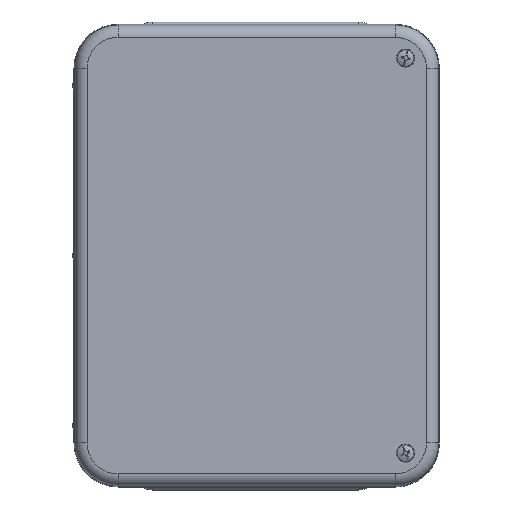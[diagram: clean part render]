
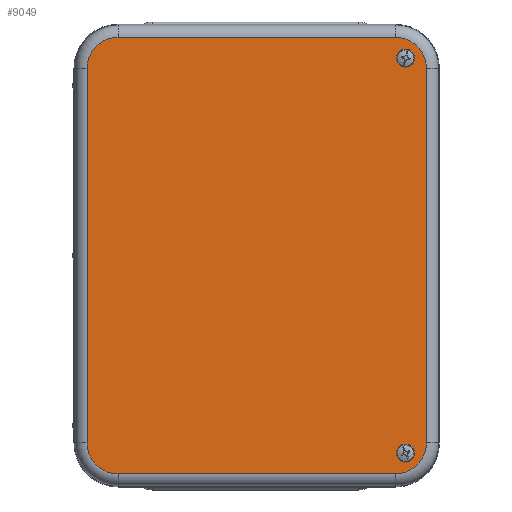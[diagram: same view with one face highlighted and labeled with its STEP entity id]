
A CAD part, top view. The second image highlights one B-rep face of the part: STEP entity #9049.
In plain terms, the highlighted planar face has unit normal (0, 0, 1).
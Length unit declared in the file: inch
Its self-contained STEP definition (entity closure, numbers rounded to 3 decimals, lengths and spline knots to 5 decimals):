
#733=LINE($,#16938,#1295);
#735=LINE($,#16958,#1297);
#738=LINE($,#16965,#1300);
#740=LINE($,#16980,#1302);
#1295=VECTOR($,#12567,5.7036);
#1297=VECTOR($,#12591,7.7036);
#1300=VECTOR($,#12598,7.7036);
#1302=VECTOR($,#12618,5.7036);
#1532=PLANE($,#10083);
#1792=FACE_BOUND($,#3272,.T.);
#1793=FACE_BOUND($,#3273,.T.);
#2518=FACE_OUTER_BOUND($,#3271,.T.);
#3271=EDGE_LOOP($,(#8045,#8046,#8047,#8048,#8049,#8050,#8051,#8052));
#3272=EDGE_LOOP($,(#8053));
#3273=EDGE_LOOP($,(#8054));
#3882=CIRCLE($,#10009,0.117);
#3884=CIRCLE($,#10012,0.117);
#3906=CIRCLE($,#10058,0.63807);
#3910=CIRCLE($,#10063,0.63807);
#3914=CIRCLE($,#10070,0.63807);
#3918=CIRCLE($,#10075,0.63807);
#4700=VERTEX_POINT($,#16844);
#4702=VERTEX_POINT($,#16849);
#4731=VERTEX_POINT($,#16935);
#4732=VERTEX_POINT($,#16937);
#4735=VERTEX_POINT($,#16944);
#4736=VERTEX_POINT($,#16949);
#4739=VERTEX_POINT($,#16956);
#4740=VERTEX_POINT($,#16961);
#4743=VERTEX_POINT($,#16968);
#4744=VERTEX_POINT($,#16973);
#5828=EDGE_CURVE($,#4700,#4700,#3882,.T.);
#5830=EDGE_CURVE($,#4702,#4702,#3884,.T.);
#5871=EDGE_CURVE($,#4731,#4732,#733,.T.);
#5875=EDGE_CURVE($,#4735,#4731,#3906,.T.);
#5879=EDGE_CURVE($,#4732,#4736,#3910,.T.);
#5881=EDGE_CURVE($,#4739,#4735,#735,.T.);
#5885=EDGE_CURVE($,#4736,#4740,#738,.T.);
#5887=EDGE_CURVE($,#4743,#4739,#3914,.T.);
#5891=EDGE_CURVE($,#4740,#4744,#3918,.T.);
#5893=EDGE_CURVE($,#4744,#4743,#740,.T.);
#8045=ORIENTED_EDGE($,*,*,#5871,.F.);
#8046=ORIENTED_EDGE($,*,*,#5875,.F.);
#8047=ORIENTED_EDGE($,*,*,#5881,.F.);
#8048=ORIENTED_EDGE($,*,*,#5887,.F.);
#8049=ORIENTED_EDGE($,*,*,#5893,.F.);
#8050=ORIENTED_EDGE($,*,*,#5891,.F.);
#8051=ORIENTED_EDGE($,*,*,#5885,.F.);
#8052=ORIENTED_EDGE($,*,*,#5879,.F.);
#8053=ORIENTED_EDGE($,*,*,#5828,.T.);
#8054=ORIENTED_EDGE($,*,*,#5830,.T.);
#9049=ADVANCED_FACE($,(#2518,#1792,#1793),#1532,.T.);
#10009=AXIS2_PLACEMENT_3D($,#16845,#12460,#12461);
#10012=AXIS2_PLACEMENT_3D($,#16850,#12466,#12467);
#10058=AXIS2_PLACEMENT_3D($,#16946,#12575,#12576);
#10063=AXIS2_PLACEMENT_3D($,#16953,#12585,#12586);
#10070=AXIS2_PLACEMENT_3D($,#16970,#12603,#12604);
#10075=AXIS2_PLACEMENT_3D($,#16977,#12613,#12614);
#10083=AXIS2_PLACEMENT_3D($,#16999,#12638,#12639);
#12460=DIRECTION('center_axis',(0.,0.,-1.));
#12461=DIRECTION('ref_axis',(1.,0.,0.));
#12466=DIRECTION('center_axis',(0.,0.,-1.));
#12467=DIRECTION('ref_axis',(1.,0.,0.));
#12567=DIRECTION($,(1.,0.,0.));
#12575=DIRECTION('center_axis',(0.,0.,-1.));
#12576=DIRECTION('ref_axis',(-0.707,0.707,0.));
#12585=DIRECTION('center_axis',(0.,0.,-1.));
#12586=DIRECTION('ref_axis',(0.707,0.707,0.));
#12591=DIRECTION($,(0.,1.,0.));
#12598=DIRECTION($,(0.,-1.,0.));
#12603=DIRECTION('center_axis',(0.,0.,-1.));
#12604=DIRECTION('ref_axis',(-0.707,-0.707,0.));
#12613=DIRECTION('center_axis',(0.,0.,-1.));
#12614=DIRECTION('ref_axis',(0.707,-0.707,0.));
#12618=DIRECTION($,(-1.,0.,0.));
#12638=DIRECTION('center_axis',(0.,0.,1.));
#12639=DIRECTION('ref_axis',(1.,0.,0.));
#16844=CARTESIAN_POINT('',(3.1795,-4.0625,0.76));
#16845=CARTESIAN_POINT('Origin',(3.0625,-4.0625,0.76));
#16849=CARTESIAN_POINT('',(3.1795,4.0625,0.76));
#16850=CARTESIAN_POINT('Origin',(3.0625,4.0625,0.76));
#16935=CARTESIAN_POINT('',(-2.8518,4.48987,0.76));
#16937=CARTESIAN_POINT('',(2.8518,4.48987,0.76));
#16938=CARTESIAN_POINT($,(-2.8518,4.48987,0.76));
#16944=CARTESIAN_POINT('',(-3.48987,3.8518,0.76));
#16946=CARTESIAN_POINT('Origin',(-2.8518,3.8518,0.76));
#16949=CARTESIAN_POINT('',(3.48987,3.8518,0.76));
#16953=CARTESIAN_POINT('Origin',(2.8518,3.8518,0.76));
#16956=CARTESIAN_POINT('',(-3.48987,-3.8518,0.76));
#16958=CARTESIAN_POINT($,(-3.48987,-3.8518,0.76));
#16961=CARTESIAN_POINT('',(3.48987,-3.8518,0.76));
#16965=CARTESIAN_POINT($,(3.48987,3.8518,0.76));
#16968=CARTESIAN_POINT('',(-2.8518,-4.48987,0.76));
#16970=CARTESIAN_POINT('Origin',(-2.8518,-3.8518,0.76));
#16973=CARTESIAN_POINT('',(2.8518,-4.48987,0.76));
#16977=CARTESIAN_POINT('Origin',(2.8518,-3.8518,0.76));
#16980=CARTESIAN_POINT($,(2.8518,-4.48987,0.76));
#16999=CARTESIAN_POINT('Origin',(0.,0.,0.76));
